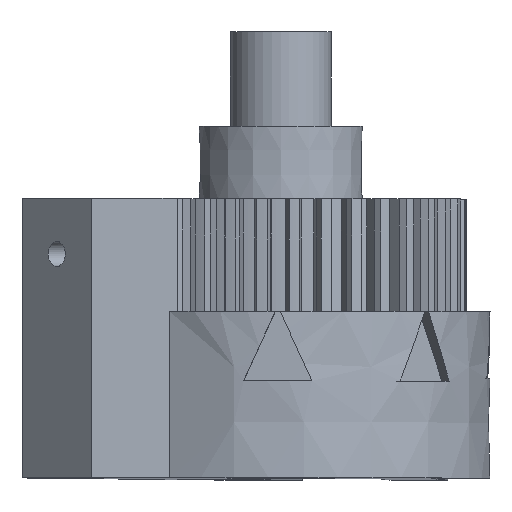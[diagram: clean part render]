
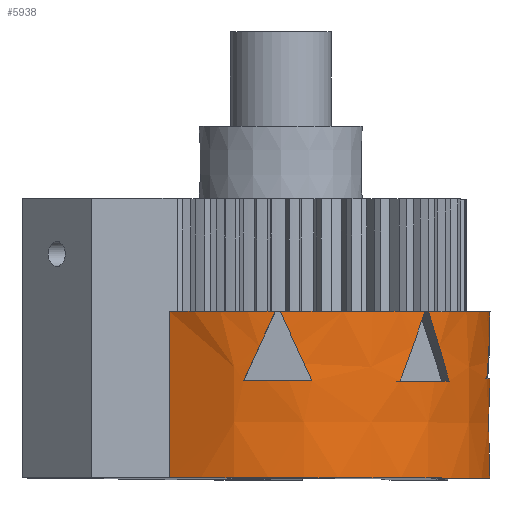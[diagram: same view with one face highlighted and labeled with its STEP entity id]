
A CAD part, top view. The second image highlights one B-rep face of the part: STEP entity #5938.
In plain terms, the highlighted conical face has half-angle 0.002 degrees and reference radius 12.788 mm.
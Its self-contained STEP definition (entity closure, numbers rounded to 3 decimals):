
#39=CONICAL_SURFACE('',#6417,12.788,0.);
#62=ELLIPSE('',#6239,30.914,12.788);
#63=ELLIPSE('',#6241,30.92,12.788);
#64=ELLIPSE('',#6243,29.102,12.788);
#65=ELLIPSE('',#6245,29.1,12.788);
#84=ELLIPSE('',#6424,30.918,12.788);
#85=ELLIPSE('',#6426,30.915,12.788);
#394=FACE_OUTER_BOUND('',#691,.T.);
#691=EDGE_LOOP('',(#4664,#4665,#4666,#4667,#4668,#4669,#4670,#4671,#4672,
#4673,#4674,#4675,#4676,#4677,#4678,#4679));
#1316=LINE('',#9802,#1957);
#1317=LINE('',#9806,#1958);
#1957=VECTOR('',#7872,10.);
#1958=VECTOR('',#7875,10.);
#2205=CIRCLE('',#6418,12.788);
#2206=CIRCLE('',#6419,12.788);
#2207=CIRCLE('',#6420,12.788);
#2208=CIRCLE('',#6421,12.788);
#2209=CIRCLE('',#6422,12.788);
#2210=CIRCLE('',#6423,12.788);
#2211=CIRCLE('',#6425,12.788);
#2212=CIRCLE('',#6427,12.788);
#2676=VERTEX_POINT('',#9351);
#2678=VERTEX_POINT('',#9354);
#2682=VERTEX_POINT('',#9363);
#2683=VERTEX_POINT('',#9365);
#2685=VERTEX_POINT('',#9370);
#2687=VERTEX_POINT('',#9374);
#2688=VERTEX_POINT('',#9378);
#2689=VERTEX_POINT('',#9379);
#2761=VERTEX_POINT('',#9799);
#2762=VERTEX_POINT('',#9801);
#2763=VERTEX_POINT('',#9803);
#2764=VERTEX_POINT('',#9805);
#2765=VERTEX_POINT('',#9809);
#2766=VERTEX_POINT('',#9811);
#2767=VERTEX_POINT('',#9813);
#2768=VERTEX_POINT('',#9815);
#3390=EDGE_CURVE('',#2678,#2676,#62,.T.);
#3395=EDGE_CURVE('',#2683,#2682,#63,.T.);
#3400=EDGE_CURVE('',#2685,#2687,#64,.T.);
#3401=EDGE_CURVE('',#2688,#2689,#65,.T.);
#3566=EDGE_CURVE('',#2678,#2682,#2205,.T.);
#3567=EDGE_CURVE('',#2761,#2676,#2206,.T.);
#3568=EDGE_CURVE('',#2762,#2761,#1316,.T.);
#3569=EDGE_CURVE('',#2763,#2762,#2207,.T.);
#3570=EDGE_CURVE('',#2764,#2763,#1317,.T.);
#3571=EDGE_CURVE('',#2688,#2764,#2208,.T.);
#3572=EDGE_CURVE('',#2685,#2689,#2209,.T.);
#3573=EDGE_CURVE('',#2765,#2687,#2210,.T.);
#3574=EDGE_CURVE('',#2766,#2765,#84,.T.);
#3575=EDGE_CURVE('',#2767,#2766,#2211,.T.);
#3576=EDGE_CURVE('',#2768,#2767,#85,.T.);
#3577=EDGE_CURVE('',#2683,#2768,#2212,.T.);
#4664=ORIENTED_EDGE('',*,*,#3395,.T.);
#4665=ORIENTED_EDGE('',*,*,#3566,.F.);
#4666=ORIENTED_EDGE('',*,*,#3390,.T.);
#4667=ORIENTED_EDGE('',*,*,#3567,.F.);
#4668=ORIENTED_EDGE('',*,*,#3568,.F.);
#4669=ORIENTED_EDGE('',*,*,#3569,.F.);
#4670=ORIENTED_EDGE('',*,*,#3570,.F.);
#4671=ORIENTED_EDGE('',*,*,#3571,.F.);
#4672=ORIENTED_EDGE('',*,*,#3401,.T.);
#4673=ORIENTED_EDGE('',*,*,#3572,.F.);
#4674=ORIENTED_EDGE('',*,*,#3400,.T.);
#4675=ORIENTED_EDGE('',*,*,#3573,.F.);
#4676=ORIENTED_EDGE('',*,*,#3574,.F.);
#4677=ORIENTED_EDGE('',*,*,#3575,.F.);
#4678=ORIENTED_EDGE('',*,*,#3576,.F.);
#4679=ORIENTED_EDGE('',*,*,#3577,.F.);
#5938=ADVANCED_FACE('',(#394),#39,.T.);
#6239=AXIS2_PLACEMENT_3D('',#9355,#7463,#7464);
#6241=AXIS2_PLACEMENT_3D('',#9366,#7471,#7472);
#6243=AXIS2_PLACEMENT_3D('',#9376,#7479,#7480);
#6245=AXIS2_PLACEMENT_3D('',#9380,#7483,#7484);
#6417=AXIS2_PLACEMENT_3D('',#9797,#7866,#7867);
#6418=AXIS2_PLACEMENT_3D('',#9798,#7868,#7869);
#6419=AXIS2_PLACEMENT_3D('',#9800,#7870,#7871);
#6420=AXIS2_PLACEMENT_3D('',#9804,#7873,#7874);
#6421=AXIS2_PLACEMENT_3D('',#9807,#7876,#7877);
#6422=AXIS2_PLACEMENT_3D('',#9808,#7878,#7879);
#6423=AXIS2_PLACEMENT_3D('',#9810,#7880,#7881);
#6424=AXIS2_PLACEMENT_3D('',#9812,#7882,#7883);
#6425=AXIS2_PLACEMENT_3D('',#9814,#7884,#7885);
#6426=AXIS2_PLACEMENT_3D('',#9816,#7886,#7887);
#6427=AXIS2_PLACEMENT_3D('',#9817,#7888,#7889);
#7463=DIRECTION('center_axis',(-0.91,0.414,-0.013));
#7464=DIRECTION('ref_axis',(0.414,0.91,0.006));
#7471=DIRECTION('center_axis',(0.91,0.414,0.013));
#7472=DIRECTION('ref_axis',(-0.414,0.91,-0.006));
#7479=DIRECTION('center_axis',(-0.013,0.439,0.898));
#7480=DIRECTION('ref_axis',(0.006,0.898,-0.439));
#7483=DIRECTION('center_axis',(0.013,0.439,-0.898));
#7484=DIRECTION('ref_axis',(-0.006,0.898,0.439));
#7866=DIRECTION('center_axis',(0.,-1.,0.));
#7867=DIRECTION('ref_axis',(0.704,0.,0.71));
#7868=DIRECTION('center_axis',(0.,1.,0.));
#7869=DIRECTION('ref_axis',(0.957,0.,0.29));
#7870=DIRECTION('center_axis',(0.,1.,0.));
#7871=DIRECTION('ref_axis',(0.934,0.,0.358));
#7872=DIRECTION('',(0.,1.,0.));
#7873=DIRECTION('center_axis',(0.,-1.,0.));
#7874=DIRECTION('ref_axis',(0.931,0.,0.364));
#7875=DIRECTION('',(0.,-1.,0.));
#7876=DIRECTION('center_axis',(0.,1.,0.));
#7877=DIRECTION('ref_axis',(0.934,0.,0.358));
#7878=DIRECTION('center_axis',(0.,1.,0.));
#7879=DIRECTION('ref_axis',(0.919,0.,0.394));
#7880=DIRECTION('center_axis',(0.,1.,0.));
#7881=DIRECTION('ref_axis',(0.934,0.,0.358));
#7882=DIRECTION('center_axis',(-0.653,-0.414,0.635));
#7883=DIRECTION('ref_axis',(-0.297,0.91,0.288));
#7884=DIRECTION('center_axis',(0.,1.,0.));
#7885=DIRECTION('ref_axis',(0.95,0.,0.312));
#7886=DIRECTION('center_axis',(0.653,-0.414,-0.635));
#7887=DIRECTION('ref_axis',(0.297,0.91,-0.288));
#7888=DIRECTION('center_axis',(0.,1.,0.));
#7889=DIRECTION('ref_axis',(0.934,0.,0.358));
#9351=CARTESIAN_POINT('',(46.441,-36.929,134.989));
#9354=CARTESIAN_POINT('',(44.512,-41.18,134.792));
#9355=CARTESIAN_POINT('Origin',(46.775,-36.592,122.205));
#9363=CARTESIAN_POINT('',(48.681,-41.18,134.851));
#9365=CARTESIAN_POINT('',(46.748,-36.929,134.993));
#9366=CARTESIAN_POINT('Origin',(46.776,-36.593,122.205));
#9370=CARTESIAN_POINT('',(59.365,-41.034,124.45));
#9374=CARTESIAN_POINT('',(59.561,-36.929,122.444));
#9376=CARTESIAN_POINT('Origin',(46.775,-36.811,122.206));
#9378=CARTESIAN_POINT('',(59.563,-36.929,122.327));
#9379=CARTESIAN_POINT('',(59.423,-41.034,120.317));
#9380=CARTESIAN_POINT('Origin',(46.775,-36.81,122.205));
#9797=CARTESIAN_POINT('Origin',(46.776,-47.1,122.206));
#9798=CARTESIAN_POINT('Origin',(46.776,-41.18,122.206));
#9799=CARTESIAN_POINT('',(39.985,-36.929,133.041));
#9800=CARTESIAN_POINT('Origin',(46.775,-36.929,122.205));
#9801=CARTESIAN_POINT('',(39.985,-47.1,133.042));
#9802=CARTESIAN_POINT('',(39.985,-42.015,133.042));
#9803=CARTESIAN_POINT('',(57.669,-47.1,115.506));
#9804=CARTESIAN_POINT('Origin',(46.776,-47.1,122.206));
#9805=CARTESIAN_POINT('',(57.669,-36.929,115.506));
#9806=CARTESIAN_POINT('',(57.669,-36.929,115.506));
#9807=CARTESIAN_POINT('Origin',(46.775,-36.929,122.205));
#9808=CARTESIAN_POINT('Origin',(46.776,-41.034,122.206));
#9809=CARTESIAN_POINT('',(55.799,-36.929,131.267));
#9810=CARTESIAN_POINT('Origin',(46.775,-36.929,122.205));
#9811=CARTESIAN_POINT('',(57.065,-41.18,129.799));
#9812=CARTESIAN_POINT('Origin',(46.776,-36.593,122.205));
#9813=CARTESIAN_POINT('',(54.075,-41.18,132.705));
#9814=CARTESIAN_POINT('Origin',(46.776,-41.18,122.206));
#9815=CARTESIAN_POINT('',(55.578,-36.929,131.481));
#9816=CARTESIAN_POINT('Origin',(46.775,-36.592,122.206));
#9817=CARTESIAN_POINT('Origin',(46.775,-36.929,122.205));
